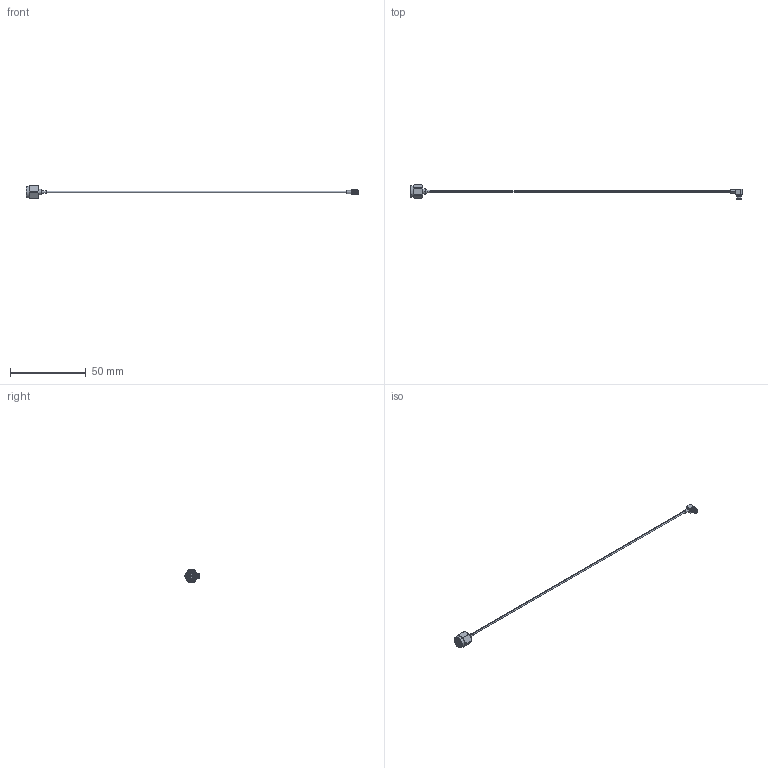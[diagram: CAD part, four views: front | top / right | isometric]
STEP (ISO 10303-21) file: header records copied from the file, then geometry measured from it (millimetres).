
FILE_DESCRIPTION (( 'STEP AP214' ), '1' );
FILE_NAME ('FMCA100390_3D.step', '2025-09-05T22:30:04', ( '' ), ( '' ), 'SwSTEP 2.0', 'SolidWorks 2022', '' );
FILE_SCHEMA (( 'AUTOMOTIVE_DESIGN' ));
Length unit declared in the file: inch
Products named in the file (4): PE-SR047-NM^FMCA100390_WITH LABEL; PE517811; FMCA100390_3D; PE45886
Assembly tree (3 placements, depth 2):
  FMCA100390_3D
    PE-SR047-NM^FMCA100390_WITH LABEL
    PE45886
    PE517811
Bounding box: 218.57 x 9.65 x 7.94 mm (x, y, z)
Volume: 651.9 mm3; surface area: 1552 mm2
Topology: 3 solids, 3 shells, 182 faces, 446 edges, 288 vertices
Faces by surface type: cylinder 62, plane 57, cone 52, torus 6, bspline 5
Entity records: 7198 total; most frequent: CARTESIAN_POINT 2644, ORIENTED_EDGE 892, DIRECTION 849, EDGE_CURVE 446, AXIS2_PLACEMENT_3D 351, VERTEX_POINT 288, EDGE_LOOP 200, ADVANCED_FACE 182
